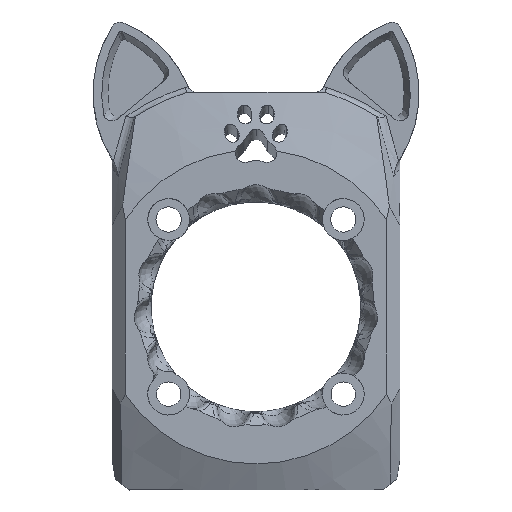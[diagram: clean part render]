
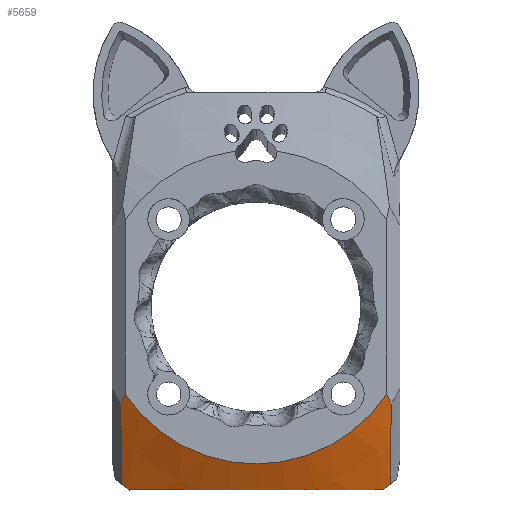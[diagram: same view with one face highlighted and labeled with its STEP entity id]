
A CAD part, top view. The second image highlights one B-rep face of the part: STEP entity #5659.
In plain terms, the highlighted conical face has half-angle 63.435 degrees and reference radius 18 mm.
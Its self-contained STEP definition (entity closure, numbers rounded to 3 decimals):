
#255=CONICAL_SURFACE('',#6052,18.,1.107);
#372=CIRCLE('',#5919,18.);
#444=CIRCLE('',#6049,25.468);
#445=CIRCLE('',#6051,25.468);
#703=FACE_OUTER_BOUND('',#1067,.T.);
#1067=EDGE_LOOP('',(#4297,#4298,#4299,#4300,#4301,#4302,#4303,#4304));
#1351=(
BOUNDED_CURVE()
B_SPLINE_CURVE(2,(#14117,#14118,#14119),.UNSPECIFIED.,.F.,.F.)
B_SPLINE_CURVE_WITH_KNOTS((3,3),(0.511,3.714),
 .UNSPECIFIED.)
CURVE()
GEOMETRIC_REPRESENTATION_ITEM()
RATIONAL_B_SPLINE_CURVE((1.086,1.319,1.086))
REPRESENTATION_ITEM('')
);
#1789=B_SPLINE_CURVE_WITH_KNOTS('',3,(#14053,#14054,#14055,#14056,#14057,
#14058),.UNSPECIFIED.,.F.,.F.,(4,2,4),(-0.961,-0.481,
0.),.UNSPECIFIED.);
#1792=B_SPLINE_CURVE_WITH_KNOTS('',3,(#14070,#14071,#14072,#14073),
 .UNSPECIFIED.,.F.,.F.,(4,4),(0.,0.001),.UNSPECIFIED.);
#1793=B_SPLINE_CURVE_WITH_KNOTS('',3,(#14076,#14077,#14078,#14079),
 .UNSPECIFIED.,.F.,.F.,(4,4),(0.,0.001),
 .UNSPECIFIED.);
#1795=B_SPLINE_CURVE_WITH_KNOTS('',3,(#14099,#14100,#14101,#14102,#14103,
#14104),.UNSPECIFIED.,.F.,.F.,(4,2,4),(-0.968,-0.483,
0.),.UNSPECIFIED.);
#2136=VERTEX_POINT('',#8249);
#2137=VERTEX_POINT('',#8251);
#2417=VERTEX_POINT('',#14044);
#2419=VERTEX_POINT('',#14052);
#2420=VERTEX_POINT('',#14075);
#2421=VERTEX_POINT('',#14098);
#2422=VERTEX_POINT('',#14114);
#2423=VERTEX_POINT('',#14116);
#2754=EDGE_CURVE('',#2136,#2137,#372,.T.);
#3091=EDGE_CURVE('',#2419,#2417,#1789,.T.);
#3094=EDGE_CURVE('',#2136,#2419,#1792,.T.);
#3095=EDGE_CURVE('',#2420,#2137,#1793,.T.);
#3097=EDGE_CURVE('',#2421,#2420,#1795,.T.);
#3101=EDGE_CURVE('',#2422,#2423,#1351,.T.);
#3103=EDGE_CURVE('',#2422,#2421,#444,.T.);
#3104=EDGE_CURVE('',#2417,#2423,#445,.T.);
#4297=ORIENTED_EDGE('',*,*,#3097,.T.);
#4298=ORIENTED_EDGE('',*,*,#3095,.T.);
#4299=ORIENTED_EDGE('',*,*,#2754,.F.);
#4300=ORIENTED_EDGE('',*,*,#3094,.T.);
#4301=ORIENTED_EDGE('',*,*,#3091,.T.);
#4302=ORIENTED_EDGE('',*,*,#3104,.T.);
#4303=ORIENTED_EDGE('',*,*,#3101,.F.);
#4304=ORIENTED_EDGE('',*,*,#3103,.T.);
#5659=ADVANCED_FACE('',(#703),#255,.T.);
#5919=AXIS2_PLACEMENT_3D('',#8252,#6388,#6389);
#6049=AXIS2_PLACEMENT_3D('',#14122,#6693,#6694);
#6051=AXIS2_PLACEMENT_3D('',#14124,#6697,#6698);
#6052=AXIS2_PLACEMENT_3D('',#14125,#6699,#6700);
#6388=DIRECTION('center_axis',(0.,-1.,0.));
#6389=DIRECTION('ref_axis',(1.,0.,0.));
#6693=DIRECTION('center_axis',(0.,-1.,0.));
#6694=DIRECTION('ref_axis',(0.,0.,-1.));
#6697=DIRECTION('center_axis',(0.,-1.,0.));
#6698=DIRECTION('ref_axis',(0.,0.,-1.));
#6699=DIRECTION('center_axis',(0.,1.,0.));
#6700=DIRECTION('ref_axis',(-1.,0.,0.));
#8249=CARTESIAN_POINT('',(-14.961,-64.56,-97.009));
#8251=CARTESIAN_POINT('',(14.961,-64.56,-97.009));
#8252=CARTESIAN_POINT('Origin',(0.,-64.56,
-87.));
#14044=CARTESIAN_POINT('',(-15.363,-60.827,-107.312));
#14052=CARTESIAN_POINT('',(-15.505,-64.016,-98.135));
#14053=CARTESIAN_POINT('Ctrl Pts',(-15.505,-64.016,
-98.135));
#14054=CARTESIAN_POINT('Ctrl Pts',(-15.482,-63.574,
-99.684));
#14055=CARTESIAN_POINT('Ctrl Pts',(-15.456,-63.064,
-101.246));
#14056=CARTESIAN_POINT('Ctrl Pts',(-15.406,-61.997,
-104.282));
#14057=CARTESIAN_POINT('Ctrl Pts',(-15.379,-61.417,-105.82));
#14058=CARTESIAN_POINT('Ctrl Pts',(-15.363,-60.827,
-107.312));
#14070=CARTESIAN_POINT('Ctrl Pts',(-14.961,-64.56,
-97.009));
#14071=CARTESIAN_POINT('Ctrl Pts',(-15.14,-64.381,
-97.386));
#14072=CARTESIAN_POINT('Ctrl Pts',(-15.322,-64.199,-97.762));
#14073=CARTESIAN_POINT('Ctrl Pts',(-15.505,-64.016,
-98.135));
#14075=CARTESIAN_POINT('',(15.505,-64.016,-98.135));
#14076=CARTESIAN_POINT('Ctrl Pts',(15.505,-64.016,-98.135));
#14077=CARTESIAN_POINT('Ctrl Pts',(15.322,-64.199,-97.762));
#14078=CARTESIAN_POINT('Ctrl Pts',(15.14,-64.381,-97.386));
#14079=CARTESIAN_POINT('Ctrl Pts',(14.961,-64.56,-97.009));
#14098=CARTESIAN_POINT('',(15.363,-60.827,-107.312));
#14099=CARTESIAN_POINT('Ctrl Pts',(15.363,-60.827,-107.312));
#14100=CARTESIAN_POINT('Ctrl Pts',(15.379,-61.417,-105.82));
#14101=CARTESIAN_POINT('Ctrl Pts',(15.406,-61.997,-104.282));
#14102=CARTESIAN_POINT('Ctrl Pts',(15.456,-63.064,-101.246));
#14103=CARTESIAN_POINT('Ctrl Pts',(15.482,-63.574,-99.684));
#14104=CARTESIAN_POINT('Ctrl Pts',(15.505,-64.016,-98.135));
#14114=CARTESIAN_POINT('',(14.445,-60.827,-107.975));
#14116=CARTESIAN_POINT('',(-14.445,-60.827,-107.975));
#14117=CARTESIAN_POINT('Ctrl Pts',(14.445,-60.827,-107.975));
#14118=CARTESIAN_POINT('Ctrl Pts',(0.,-64.923,
-107.975));
#14119=CARTESIAN_POINT('Ctrl Pts',(-14.445,-60.827,
-107.975));
#14122=CARTESIAN_POINT('Origin',(0.,-60.827,
-87.));
#14124=CARTESIAN_POINT('Origin',(0.,-60.827,
-87.));
#14125=CARTESIAN_POINT('Origin',(0.,-64.56,
-87.));
